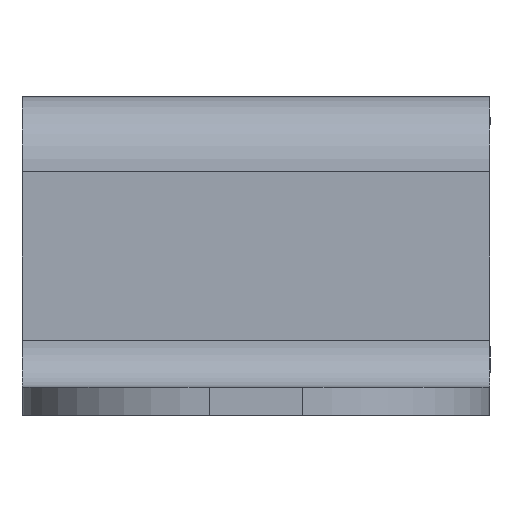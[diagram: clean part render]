
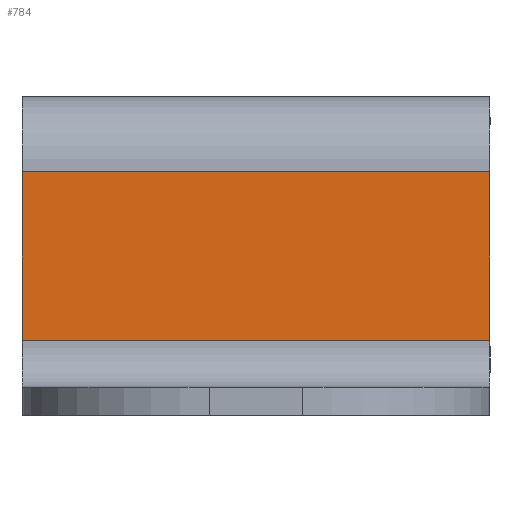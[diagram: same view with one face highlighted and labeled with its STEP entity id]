
A CAD part, left-side view. The second image highlights one B-rep face of the part: STEP entity #784.
In plain terms, the highlighted planar face has unit normal (-1, 0, 0).
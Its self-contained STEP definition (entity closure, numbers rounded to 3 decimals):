
#764=AXIS2_PLACEMENT_3D('Plane Axis2P3D',#761,#762,#763) ;
#674=CARTESIAN_POINT('Vertex',(16.5,0.,13.)) ;
#718=CARTESIAN_POINT('Vertex',(16.5,25.,13.)) ;
#721=CARTESIAN_POINT('Line Origine',(16.5,12.5,13.)) ;
#734=CARTESIAN_POINT('Line Origine',(16.5,0.,8.5)) ;
#738=CARTESIAN_POINT('Vertex',(16.5,0.,4.)) ;
#761=CARTESIAN_POINT('Axis2P3D Location',(16.5,12.5,15.5)) ;
#766=CARTESIAN_POINT('Line Origine',(16.5,25.,8.5)) ;
#770=CARTESIAN_POINT('Vertex',(16.5,25.,4.)) ;
#773=CARTESIAN_POINT('Line Origine',(16.5,12.5,4.)) ;
#722=DIRECTION('Vector Direction',(0.,1.,0.)) ;
#735=DIRECTION('Vector Direction',(0.,0.,1.)) ;
#762=DIRECTION('Axis2P3D Direction',(-1.,0.,0.)) ;
#763=DIRECTION('Axis2P3D XDirection',(0.,1.,0.)) ;
#767=DIRECTION('Vector Direction',(0.,0.,1.)) ;
#774=DIRECTION('Vector Direction',(0.,-1.,0.)) ;
#723=VECTOR('Line Direction',#722,1.) ;
#736=VECTOR('Line Direction',#735,1.) ;
#768=VECTOR('Line Direction',#767,1.) ;
#775=VECTOR('Line Direction',#774,1.) ;
#779=ORIENTED_EDGE('',*,*,#725,.T.) ;
#780=ORIENTED_EDGE('',*,*,#772,.F.) ;
#781=ORIENTED_EDGE('',*,*,#777,.T.) ;
#782=ORIENTED_EDGE('',*,*,#740,.T.) ;
#784=ADVANCED_FACE('Koerper.2',(#783),#765,.T.) ;
#725=EDGE_CURVE('',#675,#719,#724,.T.) ;
#740=EDGE_CURVE('',#739,#675,#737,.T.) ;
#772=EDGE_CURVE('',#771,#719,#769,.T.) ;
#777=EDGE_CURVE('',#771,#739,#776,.T.) ;
#778=EDGE_LOOP('',(#779,#780,#781,#782)) ;
#783=FACE_OUTER_BOUND('',#778,.T.) ;
#724=LINE('Line',#721,#723) ;
#737=LINE('Line',#734,#736) ;
#769=LINE('Line',#766,#768) ;
#776=LINE('Line',#773,#775) ;
#765=PLANE('',#764) ;
#675=VERTEX_POINT('',#674) ;
#719=VERTEX_POINT('',#718) ;
#739=VERTEX_POINT('',#738) ;
#771=VERTEX_POINT('',#770) ;
